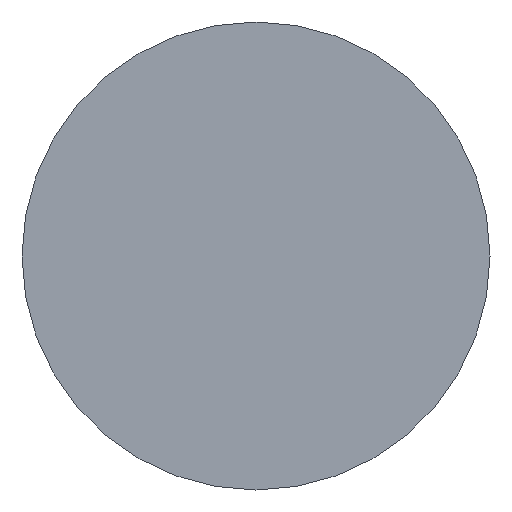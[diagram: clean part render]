
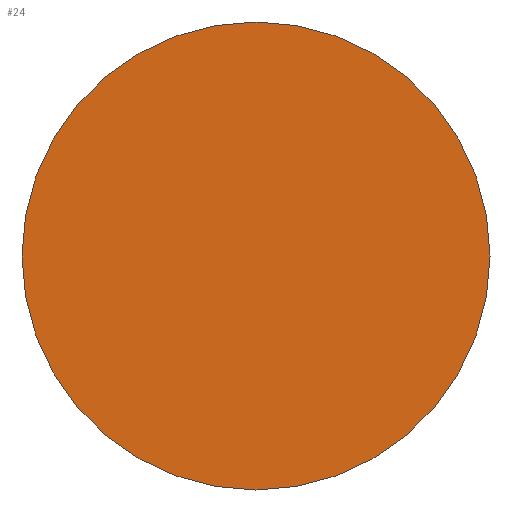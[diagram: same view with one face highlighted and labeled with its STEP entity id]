
A CAD part, left-side view. The second image highlights one B-rep face of the part: STEP entity #24.
In plain terms, the highlighted planar face has unit normal (-1, 0, 0).
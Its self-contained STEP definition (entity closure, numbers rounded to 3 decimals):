
#1 = EDGE_CURVE ( 'NONE', #61, #14, #114, .T. ) ;
#2 = DIRECTION ( 'NONE',  ( 1., 0., 0. ) ) ;
#14 = VERTEX_POINT ( 'NONE', #81 ) ;
#15 = DIRECTION ( 'NONE',  ( 0., 0., 1. ) ) ;
#24 = ADVANCED_FACE ( 'NONE', ( #175 ), #54, .F. ) ;
#25 = EDGE_LOOP ( 'NONE', ( #91, #127 ) ) ;
#28 = CARTESIAN_POINT ( 'NONE',  ( 22.201, 13.031, 0. ) ) ;
#44 = AXIS2_PLACEMENT_3D ( 'NONE', #28, #153, #56 ) ;
#54 = PLANE ( 'NONE',  #146 ) ;
#56 = DIRECTION ( 'NONE',  ( 0., 0., 1. ) ) ;
#61 = VERTEX_POINT ( 'NONE', #115 ) ;
#81 = CARTESIAN_POINT ( 'NONE',  ( 22.201, 13.031, -3.15 ) ) ;
#91 = ORIENTED_EDGE ( 'NONE', *, *, #1, .T. ) ;
#98 = DIRECTION ( 'NONE',  ( -1., 0., 0. ) ) ;
#99 = DIRECTION ( 'NONE',  ( 0., 0., -1. ) ) ;
#100 = AXIS2_PLACEMENT_3D ( 'NONE', #110, #98, #15 ) ;
#110 = CARTESIAN_POINT ( 'NONE',  ( 22.201, 13.031, 0. ) ) ;
#114 = CIRCLE ( 'NONE', #100, 3.15 ) ;
#115 = CARTESIAN_POINT ( 'NONE',  ( 22.201, 13.031, 3.15 ) ) ;
#122 = CIRCLE ( 'NONE', #44, 3.15 ) ;
#127 = ORIENTED_EDGE ( 'NONE', *, *, #150, .T. ) ;
#146 = AXIS2_PLACEMENT_3D ( 'NONE', #148, #2, #99 ) ;
#148 = CARTESIAN_POINT ( 'NONE',  ( 22.201, 13.031, 0. ) ) ;
#150 = EDGE_CURVE ( 'NONE', #14, #61, #122, .T. ) ;
#153 = DIRECTION ( 'NONE',  ( -1., 0., 0. ) ) ;
#175 = FACE_OUTER_BOUND ( 'NONE', #25, .T. ) ;
